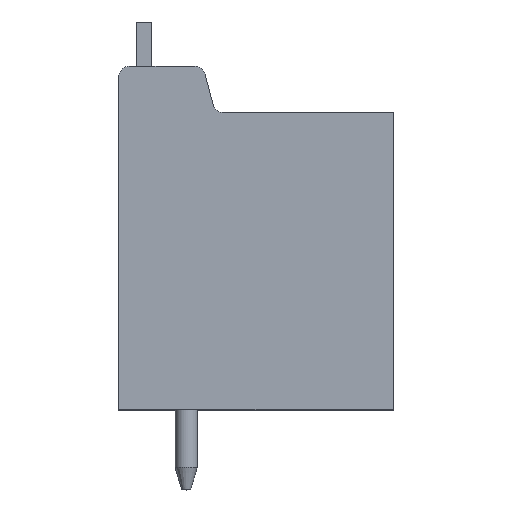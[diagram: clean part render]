
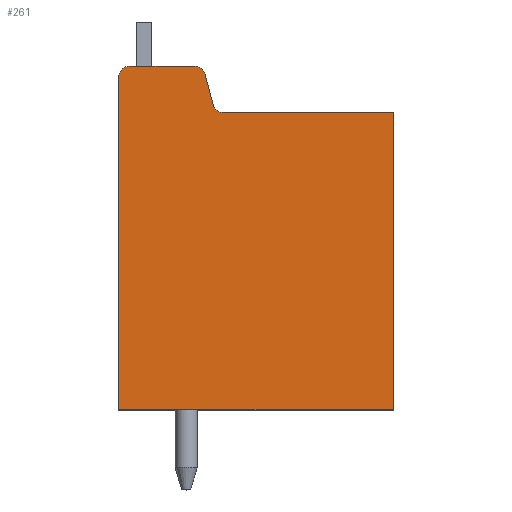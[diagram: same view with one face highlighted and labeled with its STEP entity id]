
A CAD part, top view. The second image highlights one B-rep face of the part: STEP entity #261.
In plain terms, the highlighted planar face has unit normal (0, 0, 1).
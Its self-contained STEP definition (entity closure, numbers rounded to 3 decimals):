
#261 = ADVANCED_FACE( '', ( #842 ), #843, .T. );
#842 = FACE_OUTER_BOUND( '', #1582, .T. );
#843 = PLANE( '', #1583 );
#1582 = EDGE_LOOP( '', ( #3464, #3465, #3466, #3467, #3468, #3469, #3470, #3471, #3472 ) );
#1583 = AXIS2_PLACEMENT_3D( '', #3473, #3474, #3475 );
#3464 = ORIENTED_EDGE( '', *, *, #5455, .T. );
#3465 = ORIENTED_EDGE( '', *, *, #5456, .T. );
#3466 = ORIENTED_EDGE( '', *, *, #4867, .T. );
#3467 = ORIENTED_EDGE( '', *, *, #5457, .T. );
#3468 = ORIENTED_EDGE( '', *, *, #5458, .T. );
#3469 = ORIENTED_EDGE( '', *, *, #5459, .F. );
#3470 = ORIENTED_EDGE( '', *, *, #5460, .T. );
#3471 = ORIENTED_EDGE( '', *, *, #5461, .T. );
#3472 = ORIENTED_EDGE( '', *, *, #5462, .T. );
#3473 = CARTESIAN_POINT( '', ( -2.55, 15., 23. ) );
#3474 = DIRECTION( '', ( 0., 0., 1. ) );
#3475 = DIRECTION( '', ( 1., 0., 0. ) );
#4867 = EDGE_CURVE( '', #5837, #5835, #5838, .T. );
#5455 = EDGE_CURVE( '', #6860, #6861, #6862, .T. );
#5456 = EDGE_CURVE( '', #6861, #5837, #6863, .T. );
#5457 = EDGE_CURVE( '', #5835, #6864, #6865, .T. );
#5458 = EDGE_CURVE( '', #6864, #6866, #6867, .T. );
#5459 = EDGE_CURVE( '', #6868, #6866, #6869, .T. );
#5460 = EDGE_CURVE( '', #6868, #6870, #6871, .T. );
#5461 = EDGE_CURVE( '', #6870, #6872, #6873, .T. );
#5462 = EDGE_CURVE( '', #6872, #6860, #6874, .T. );
#5835 = VERTEX_POINT( '', #7447 );
#5837 = VERTEX_POINT( '', #7450 );
#5838 = LINE( '', #7451, #7452 );
#6860 = VERTEX_POINT( '', #8960 );
#6861 = VERTEX_POINT( '', #8961 );
#6862 = CIRCLE( '', #8962, 0.5 );
#6863 = LINE( '', #8963, #8964 );
#6864 = VERTEX_POINT( '', #8965 );
#6865 = LINE( '', #8966, #8967 );
#6866 = VERTEX_POINT( '', #8968 );
#6867 = LINE( '', #8969, #8970 );
#6868 = VERTEX_POINT( '', #8971 );
#6869 = CIRCLE( '', #8972, 0.5 );
#6870 = VERTEX_POINT( '', #8973 );
#6871 = LINE( '', #8974, #8975 );
#6872 = VERTEX_POINT( '', #8976 );
#6873 = CIRCLE( '', #8977, 0.5 );
#6874 = LINE( '', #8978, #8979 );
#7447 = CARTESIAN_POINT( '', ( 9.35, 0., 23. ) );
#7450 = CARTESIAN_POINT( '', ( -3.05, 0., 23. ) );
#7451 = CARTESIAN_POINT( '', ( -3.05, 0., 23. ) );
#7452 = VECTOR( '', #9875, 1000. );
#8960 = CARTESIAN_POINT( '', ( -2.55, 15.5, 23. ) );
#8961 = CARTESIAN_POINT( '', ( -3.05, 15., 23. ) );
#8962 = AXIS2_PLACEMENT_3D( '', #10665, #10666, #10667 );
#8963 = CARTESIAN_POINT( '', ( -3.05, 15., 23. ) );
#8964 = VECTOR( '', #10668, 1000. );
#8965 = CARTESIAN_POINT( '', ( 9.35, 13.4, 23. ) );
#8966 = CARTESIAN_POINT( '', ( 9.35, 0., 23. ) );
#8967 = VECTOR( '', #10669, 1000. );
#8968 = CARTESIAN_POINT( '', ( 1.696, 13.4, 23. ) );
#8969 = CARTESIAN_POINT( '', ( 9.35, 13.4, 23. ) );
#8970 = VECTOR( '', #10670, 1000. );
#8971 = CARTESIAN_POINT( '', ( 1.213, 13.771, 23. ) );
#8972 = AXIS2_PLACEMENT_3D( '', #10671, #10672, #10673 );
#8973 = CARTESIAN_POINT( '', ( 0.849, 15.129, 23. ) );
#8974 = CARTESIAN_POINT( '', ( 1.213, 13.771, 23. ) );
#8975 = VECTOR( '', #10674, 1000. );
#8976 = CARTESIAN_POINT( '', ( 0.366, 15.5, 23. ) );
#8977 = AXIS2_PLACEMENT_3D( '', #10675, #10676, #10677 );
#8978 = CARTESIAN_POINT( '', ( 0.366, 15.5, 23. ) );
#8979 = VECTOR( '', #10678, 1000. );
#9875 = DIRECTION( '', ( 1., 0., 0. ) );
#10665 = CARTESIAN_POINT( '', ( -2.55, 15., 23. ) );
#10666 = DIRECTION( '', ( 0., 0., 1. ) );
#10667 = DIRECTION( '', ( 1., 0., 0. ) );
#10668 = DIRECTION( '', ( 0., -1., 0. ) );
#10669 = DIRECTION( '', ( 0., 1., 0. ) );
#10670 = DIRECTION( '', ( -1., 0., 0. ) );
#10671 = CARTESIAN_POINT( '', ( 1.696, 13.9, 23. ) );
#10672 = DIRECTION( '', ( 0., 0., 1. ) );
#10673 = DIRECTION( '', ( 1., 0., 0. ) );
#10674 = DIRECTION( '', ( -0.259, 0.966, 0. ) );
#10675 = CARTESIAN_POINT( '', ( 0.366, 15., 23. ) );
#10676 = DIRECTION( '', ( 0., 0., 1. ) );
#10677 = DIRECTION( '', ( 1., 0., 0. ) );
#10678 = DIRECTION( '', ( -1., 0., 0. ) );
